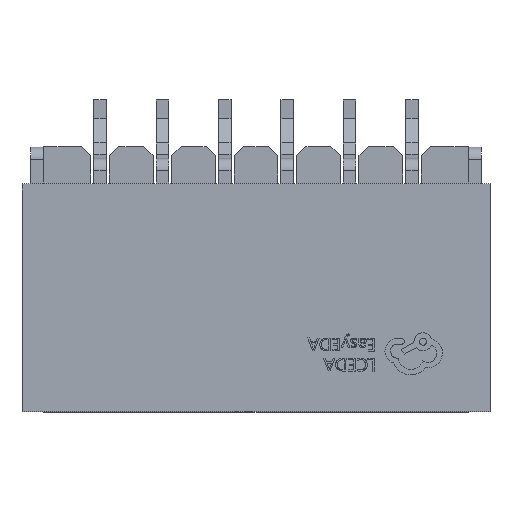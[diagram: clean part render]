
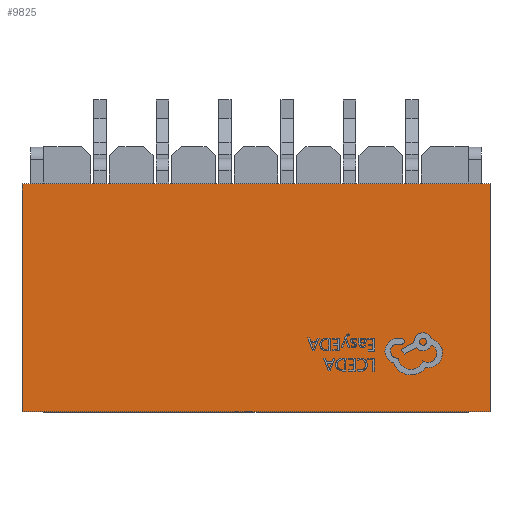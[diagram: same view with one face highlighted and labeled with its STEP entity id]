
A CAD part, top view. The second image highlights one B-rep face of the part: STEP entity #9825.
In plain terms, the highlighted planar face has unit normal (0, 0, 1).
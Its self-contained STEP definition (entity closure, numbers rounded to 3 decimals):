
#508=FACE_OUTER_BOUND('',#1053,.T.);
#1053=EDGE_LOOP('',(#6370,#6371,#6372,#6373));
#1569=LINE('',#13138,#2682);
#1708=LINE('',#13589,#2821);
#1790=LINE('',#13743,#2903);
#1791=LINE('',#13745,#2904);
#2682=VECTOR('',#10915,1.);
#2821=VECTOR('',#11064,1.);
#2903=VECTOR('',#11184,1.);
#2904=VECTOR('',#11187,1.);
#3795=VERTEX_POINT('',#13135);
#3796=VERTEX_POINT('',#13137);
#3944=VERTEX_POINT('',#13586);
#3945=VERTEX_POINT('',#13588);
#4713=EDGE_CURVE('',#3795,#3796,#1569,.T.);
#4863=EDGE_CURVE('',#3945,#3944,#1708,.T.);
#4945=EDGE_CURVE('',#3944,#3796,#1790,.T.);
#4946=EDGE_CURVE('',#3795,#3945,#1791,.T.);
#6370=ORIENTED_EDGE('',*,*,#4713,.F.);
#6371=ORIENTED_EDGE('',*,*,#4946,.T.);
#6372=ORIENTED_EDGE('',*,*,#4863,.T.);
#6373=ORIENTED_EDGE('',*,*,#4945,.T.);
#8901=PLANE('',#10378);
#9825=ADVANCED_FACE('',(#508),#8901,.F.);
#10378=AXIS2_PLACEMENT_3D('',#13746,#11188,#11189);
#10915=DIRECTION('',(1.,0.,0.));
#11064=DIRECTION('',(1.,0.,0.));
#11184=DIRECTION('',(0.,1.,0.));
#11187=DIRECTION('',(0.,-1.,0.));
#11188=DIRECTION('center_axis',(0.,0.,-1.));
#11189=DIRECTION('ref_axis',(-1.,0.,0.));
#13135=CARTESIAN_POINT('',(-1.248,1.163,2.45));
#13137=CARTESIAN_POINT('',(6.252,1.163,2.45));
#13138=CARTESIAN_POINT('',(6.252,1.163,2.45));
#13586=CARTESIAN_POINT('',(6.252,-2.487,2.45));
#13588=CARTESIAN_POINT('',(-1.248,-2.487,2.45));
#13589=CARTESIAN_POINT('',(-1.248,-2.487,2.45));
#13743=CARTESIAN_POINT('',(6.252,-2.487,2.45));
#13745=CARTESIAN_POINT('',(-1.248,-2.487,2.45));
#13746=CARTESIAN_POINT('Origin',(0.002,-0.362,2.45));
